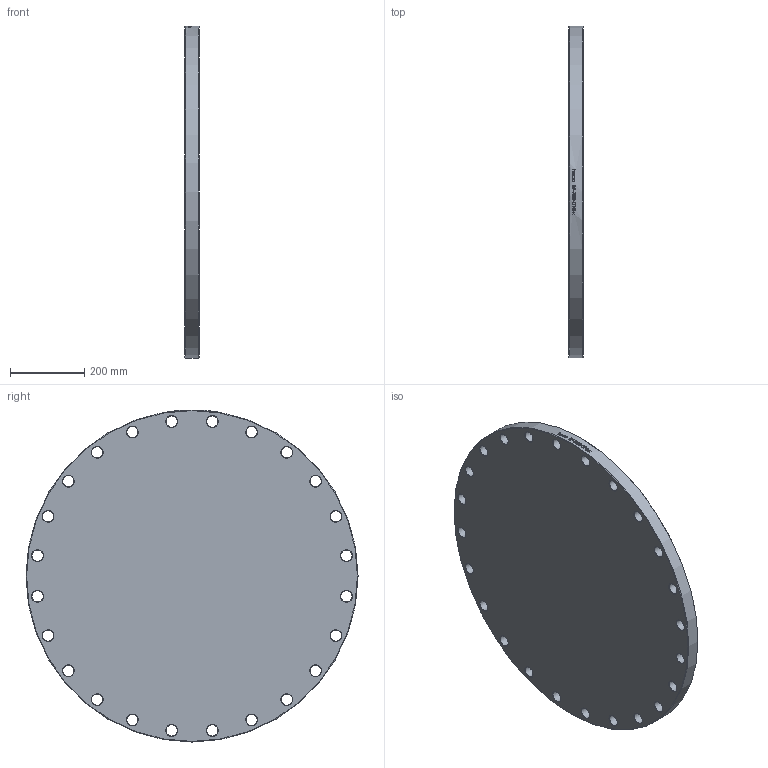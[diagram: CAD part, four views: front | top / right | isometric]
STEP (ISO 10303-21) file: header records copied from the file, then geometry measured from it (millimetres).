
FILE_DESCRIPTION (( 'STEP AP214' ), '1' );
FILE_NAME ('BF-700-010-x Blindflansch PN10 DIN2527 EN1092 2103.STEP', '2021-03-04T15:42:12', ( '' ), ( '' ), 'SwSTEP 2.0', 'SolidWorks 2019', '' );
FILE_SCHEMA (( 'AUTOMOTIVE_DESIGN' ));
Length unit declared in the file: millimetre
Products named in the file (1): BF-700-010-x Blindflansch PN10 DIN2527 EN1092 2103
Bounding box: 38 x 895 x 895 mm (x, y, z)
Volume: 23242977.7 mm3; surface area: 1409513 mm2
Topology: 1 solids, 1 shells, 101 faces, 348 edges, 273 vertices
Faces by surface type: cone 50, cylinder 49, plane 2
Full cylindrical faces by diameter (mm): 30 x24, 895 x1
Entity records: 7633 total; most frequent: CARTESIAN_POINT 4738, ORIENTED_EDGE 496, DIRECTION 488, EDGE_CURVE 248, EDGE_LOOP 248, VERTEX_POINT 248, AXIS2_PLACEMENT_3D 233, CIRCLE 131
